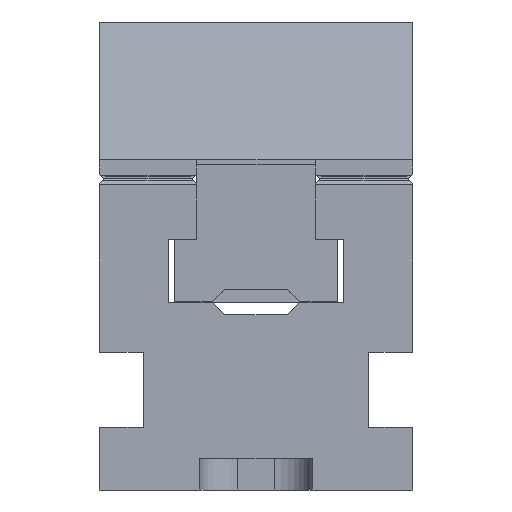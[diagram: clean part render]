
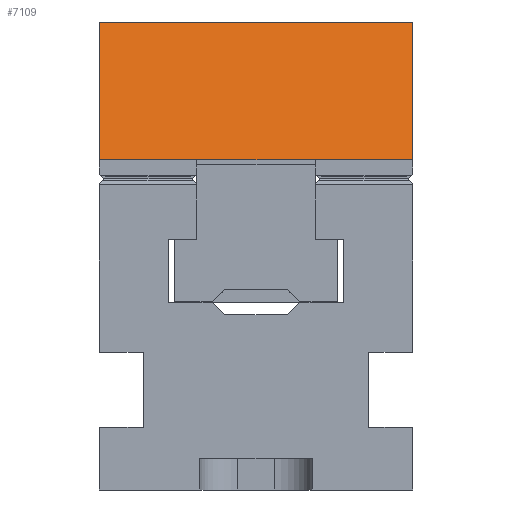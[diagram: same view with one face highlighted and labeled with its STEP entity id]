
A CAD part, front view. The second image highlights one B-rep face of the part: STEP entity #7109.
In plain terms, the highlighted face is planar.
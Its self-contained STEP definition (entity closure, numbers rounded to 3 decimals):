
#7109 = ADVANCED_FACE( '', ( #15466 ), #15467, .T. );
#15466 = FACE_OUTER_BOUND( '', #25130, .T. );
#15467 = PLANE( '', #25131 );
#25130 = EDGE_LOOP( '', ( #49219, #49220, #49221, #49222, #49223, #49224, #49225, #49226 ) );
#25131 = AXIS2_PLACEMENT_3D( '', #49227, #49228, #49229 );
#49219 = ORIENTED_EDGE( '', *, *, #70151, .F. );
#49220 = ORIENTED_EDGE( '', *, *, #70152, .T. );
#49221 = ORIENTED_EDGE( '', *, *, #66106, .F. );
#49222 = ORIENTED_EDGE( '', *, *, #70153, .F. );
#49223 = ORIENTED_EDGE( '', *, *, #66769, .T. );
#49224 = ORIENTED_EDGE( '', *, *, #63904, .T. );
#49225 = ORIENTED_EDGE( '', *, *, #70154, .F. );
#49226 = ORIENTED_EDGE( '', *, *, #69458, .F. );
#49227 = CARTESIAN_POINT( '', ( 25., 19.1, 12.5 ) );
#49228 = DIRECTION( '', ( 0., 0.966, 0.259 ) );
#49229 = DIRECTION( '', ( 0., -0.259, 0.966 ) );
#63904 = EDGE_CURVE( '', #79529, #79537, #79539, .T. );
#66106 = EDGE_CURVE( '', #83152, #83154, #83155, .T. );
#66769 = EDGE_CURVE( '', #84082, #79529, #84083, .T. );
#69458 = EDGE_CURVE( '', #87703, #87705, #87706, .T. );
#70151 = EDGE_CURVE( '', #88451, #87703, #88452, .T. );
#70152 = EDGE_CURVE( '', #88451, #83154, #88453, .T. );
#70153 = EDGE_CURVE( '', #84082, #83152, #88454, .T. );
#70154 = EDGE_CURVE( '', #87705, #79537, #88455, .T. );
#79529 = VERTEX_POINT( '', #101603 );
#79537 = VERTEX_POINT( '', #101615 );
#79539 = LINE( '', #101618, #101619 );
#83152 = VERTEX_POINT( '', #107158 );
#83154 = VERTEX_POINT( '', #107161 );
#83155 = LINE( '', #107162, #107163 );
#84082 = VERTEX_POINT( '', #108580 );
#84083 = LINE( '', #108581, #108582 );
#87703 = VERTEX_POINT( '', #114209 );
#87705 = VERTEX_POINT( '', #114212 );
#87706 = LINE( '', #114213, #114214 );
#88451 = VERTEX_POINT( '', #115351 );
#88452 = LINE( '', #115352, #115353 );
#88453 = LINE( '', #115354, #115355 );
#88454 = LINE( '', #115356, #115357 );
#88455 = LINE( '', #115358, #115359 );
#101603 = CARTESIAN_POINT( '', ( 25., 25., -9.519 ) );
#101615 = CARTESIAN_POINT( '', ( 9.5, 25., -9.519 ) );
#101618 = CARTESIAN_POINT( '', ( 25., 25., -9.519 ) );
#101619 = VECTOR( '', #121999, 1000. );
#107158 = CARTESIAN_POINT( '', ( -25., 19.1, 12.5 ) );
#107161 = CARTESIAN_POINT( '', ( -25., 25., -9.519 ) );
#107162 = CARTESIAN_POINT( '', ( -25., 19.1, 12.5 ) );
#107163 = VECTOR( '', #123992, 1000. );
#108580 = CARTESIAN_POINT( '', ( 25., 19.1, 12.5 ) );
#108581 = CARTESIAN_POINT( '', ( 25., 19.1, 12.5 ) );
#108582 = VECTOR( '', #124516, 1000. );
#114209 = CARTESIAN_POINT( '', ( -9.5, 24.995, -9.5 ) );
#114212 = CARTESIAN_POINT( '', ( 9.5, 24.995, -9.5 ) );
#114213 = CARTESIAN_POINT( '', ( 25., 24.995, -9.5 ) );
#114214 = VECTOR( '', #126661, 1000. );
#115351 = CARTESIAN_POINT( '', ( -9.5, 25., -9.519 ) );
#115352 = CARTESIAN_POINT( '', ( -9.5, 19.1, 12.5 ) );
#115353 = VECTOR( '', #127053, 1000. );
#115354 = CARTESIAN_POINT( '', ( 25., 25., -9.519 ) );
#115355 = VECTOR( '', #127054, 1000. );
#115356 = CARTESIAN_POINT( '', ( 25., 19.1, 12.5 ) );
#115357 = VECTOR( '', #127055, 1000. );
#115358 = CARTESIAN_POINT( '', ( 9.5, 19.1, 12.5 ) );
#115359 = VECTOR( '', #127056, 1000. );
#121999 = DIRECTION( '', ( -1., 0., 0. ) );
#123992 = DIRECTION( '', ( 0., 0.259, -0.966 ) );
#124516 = DIRECTION( '', ( 0., 0.259, -0.966 ) );
#126661 = DIRECTION( '', ( 1., 0., 0. ) );
#127053 = DIRECTION( '', ( 0., -0.259, 0.966 ) );
#127054 = DIRECTION( '', ( -1., 0., 0. ) );
#127055 = DIRECTION( '', ( -1., 0., 0. ) );
#127056 = DIRECTION( '', ( 0., 0.259, -0.966 ) );
